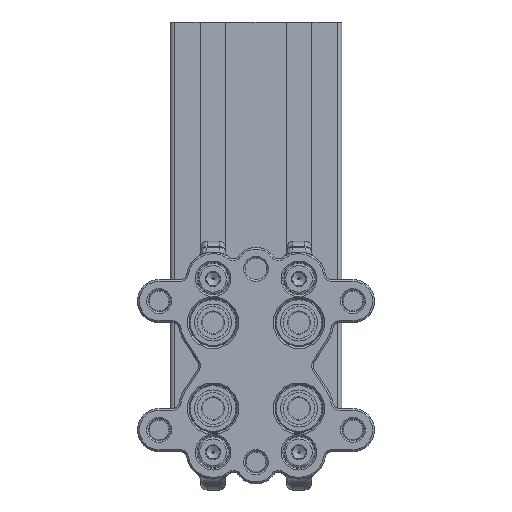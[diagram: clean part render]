
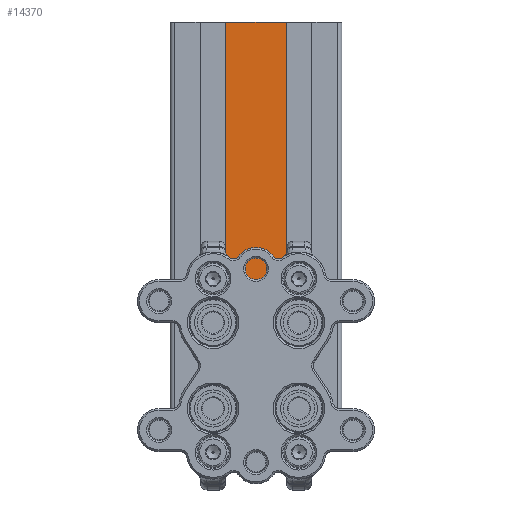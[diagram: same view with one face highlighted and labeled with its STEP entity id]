
A CAD part, top view. The second image highlights one B-rep face of the part: STEP entity #14370.
In plain terms, the highlighted planar face has unit normal (0, 0, 1).
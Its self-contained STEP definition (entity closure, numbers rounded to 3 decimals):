
#1004=PLANE('',#15693);
#1806=FACE_OUTER_BOUND('',#2677,.T.);
#2677=EDGE_LOOP('',(#13014,#13015,#13016,#13017));
#4130=LINE('',#24810,#5579);
#4131=LINE('',#24813,#5580);
#4132=LINE('',#24815,#5581);
#4133=LINE('',#24816,#5582);
#5579=VECTOR('',#19515,10.);
#5580=VECTOR('',#19518,10.);
#5581=VECTOR('',#19519,10.);
#5582=VECTOR('',#19520,10.);
#7246=VERTEX_POINT('',#24806);
#7247=VERTEX_POINT('',#24808);
#7248=VERTEX_POINT('',#24812);
#7249=VERTEX_POINT('',#24814);
#9239=EDGE_CURVE('',#7246,#7247,#4130,.T.);
#9240=EDGE_CURVE('',#7246,#7248,#4131,.T.);
#9241=EDGE_CURVE('',#7249,#7247,#4132,.T.);
#9242=EDGE_CURVE('',#7248,#7249,#4133,.T.);
#13014=ORIENTED_EDGE('',*,*,#9240,.F.);
#13015=ORIENTED_EDGE('',*,*,#9239,.T.);
#13016=ORIENTED_EDGE('',*,*,#9241,.F.);
#13017=ORIENTED_EDGE('',*,*,#9242,.F.);
#14370=ADVANCED_FACE('',(#1806),#1004,.T.);
#15693=AXIS2_PLACEMENT_3D('',#24811,#19516,#19517);
#19515=DIRECTION('',(0.,-1.,0.));
#19516=DIRECTION('center_axis',(0.,0.,
1.));
#19517=DIRECTION('ref_axis',(-1.,0.,0.));
#19518=DIRECTION('',(1.,0.,0.));
#19519=DIRECTION('',(-1.,0.,0.));
#19520=DIRECTION('',(0.,-1.,0.));
#24806=CARTESIAN_POINT('',(-17.,0.,-23.04));
#24808=CARTESIAN_POINT('',(-17.,-100.,-23.04));
#24810=CARTESIAN_POINT('',(-17.,0.,-23.04));
#24811=CARTESIAN_POINT('Origin',(-3.,0.,-23.04));
#24812=CARTESIAN_POINT('',(-3.,0.,-23.04));
#24813=CARTESIAN_POINT('',(-17.,0.,-23.04));
#24814=CARTESIAN_POINT('',(-3.,-100.,-23.04));
#24815=CARTESIAN_POINT('',(-17.,-100.,-23.04));
#24816=CARTESIAN_POINT('',(-3.,0.,-23.04));
